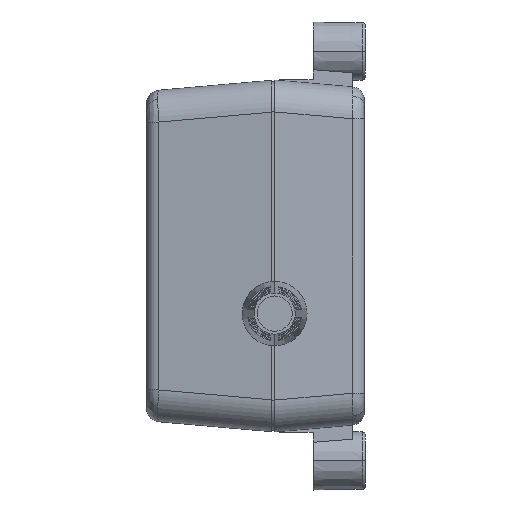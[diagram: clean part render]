
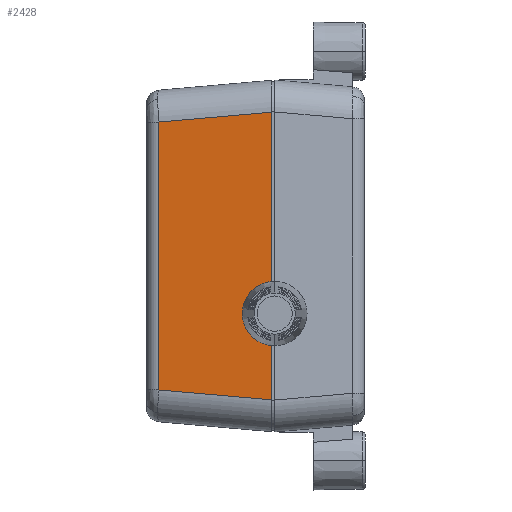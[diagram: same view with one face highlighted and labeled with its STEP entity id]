
A CAD part, left-side view. The second image highlights one B-rep face of the part: STEP entity #2428.
In plain terms, the highlighted planar face has unit normal (-0.996, 0.087, 0).
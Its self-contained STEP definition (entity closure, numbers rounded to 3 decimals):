
#45 = CARTESIAN_POINT ( 'NONE',  ( -44., 0., -27.5 ) ) ;
#53 = PLANE ( 'NONE',  #7528 ) ;
#57 = DIRECTION ( 'NONE',  ( -0.996, 0.087, 0. ) ) ;
#58 = DIRECTION ( 'NONE',  ( -0.087, -0.996, 0. ) ) ;
#2428 = ADVANCED_FACE ( 'NONE', ( #7744 ), #53, .T. ) ;
#5381 = CARTESIAN_POINT ( 'NONE',  ( -43.956, 0.5, -13.999 ) ) ;
#5387 = CARTESIAN_POINT ( 'NONE',  ( -43.956, 0.5, -4.001 ) ) ;
#5762 = EDGE_LOOP ( 'NONE', ( #7322, #7328, #7332, #7336, #7342, #7346 ) ) ;
#6546 = CARTESIAN_POINT ( 'NONE',  ( -43.956, 0.5, -22.475 ) ) ;
#7040 = CARTESIAN_POINT ( 'NONE',  ( -42.41, 18.174, 20.929 ) ) ;
#7042 = CARTESIAN_POINT ( 'NONE',  ( -42.41, 18.174, -20.929 ) ) ;
#7090 = CARTESIAN_POINT ( 'NONE',  ( -43.956, 0.5, 22.475 ) ) ;
#7322 = ORIENTED_EDGE ( 'NONE', *, *, #10422, .F. ) ;
#7328 = ORIENTED_EDGE ( 'NONE', *, *, #10426, .T. ) ;
#7332 = ORIENTED_EDGE ( 'NONE', *, *, #10365, .T. ) ;
#7336 = ORIENTED_EDGE ( 'NONE', *, *, #10809, .T. ) ;
#7342 = ORIENTED_EDGE ( 'NONE', *, *, #10136, .T. ) ;
#7346 = ORIENTED_EDGE ( 'NONE', *, *, #10421, .F. ) ;
#7528 = AXIS2_PLACEMENT_3D ( 'NONE', #45, #57, #58 ) ;
#7744 = FACE_OUTER_BOUND ( 'NONE', #5762, .T. ) ;
#8388 = VERTEX_POINT ( 'NONE', #5381 ) ;
#8394 = VERTEX_POINT ( 'NONE', #5387 ) ;
#8595 = VERTEX_POINT ( 'NONE', #6546 ) ;
#9522 = VERTEX_POINT ( 'NONE', #7040 ) ;
#9523 = VERTEX_POINT ( 'NONE', #7042 ) ;
#9549 = VERTEX_POINT ( 'NONE', #7090 ) ;
#10136 = EDGE_CURVE ( 'NONE', #8394, #9549, #16943, .T. ) ;
#10365 = EDGE_CURVE ( 'NONE', #8595, #8388, #17248, .T. ) ;
#10421 = EDGE_CURVE ( 'NONE', #9522, #9549, #12745, .T. ) ;
#10422 = EDGE_CURVE ( 'NONE', #9523, #9522, #12741, .T. ) ;
#10426 = EDGE_CURVE ( 'NONE', #9523, #8595, #12757, .T. ) ;
#10809 = EDGE_CURVE ( 'NONE', #8388, #8394, #17519, .T. ) ;
#11243 = DIRECTION ( 'NONE',  ( 0., 0., 1. ) ) ;
#11268 = CARTESIAN_POINT ( 'NONE',  ( -43.956, 0.5, -27.5 ) ) ;
#12086 = CARTESIAN_POINT ( 'NONE',  ( -43.956, 0.5, -27.5 ) ) ;
#12087 = DIRECTION ( 'NONE',  ( 0., 0., 1. ) ) ;
#12263 = CARTESIAN_POINT ( 'NONE',  ( -44.038, -0.429, 22.557 ) ) ;
#12264 = CARTESIAN_POINT ( 'NONE',  ( -42.41, 18.174, 0. ) ) ;
#12272 = DIRECTION ( 'NONE',  ( -0.087, -0.992, 0.087 ) ) ;
#12274 = DIRECTION ( 'NONE',  ( 0., 0., 1. ) ) ;
#12289 = CARTESIAN_POINT ( 'NONE',  ( -42.41, 18.174, -20.929 ) ) ;
#12290 = DIRECTION ( 'NONE',  ( -0.087, -0.992, -0.087 ) ) ;
#12741 = LINE ( 'NONE', #12264, #12755 ) ;
#12745 = LINE ( 'NONE', #12263, #12751 ) ;
#12751 = VECTOR ( 'NONE', #12272, 1000. ) ;
#12755 = VECTOR ( 'NONE', #12274, 1000. ) ;
#12757 = LINE ( 'NONE', #12289, #12762 ) ;
#12762 = VECTOR ( 'NONE', #12290, 1000. ) ;
#14719 = CARTESIAN_POINT ( 'NONE',  ( -43.956, 0.5, -13.999 ) ) ;
#14720 = CARTESIAN_POINT ( 'NONE',  ( -43.22, 8.921, -13.228 ) ) ;
#14726 = CARTESIAN_POINT ( 'NONE',  ( -43.22, 8.921, -4.772 ) ) ;
#14727 = CARTESIAN_POINT ( 'NONE',  ( -43.956, 0.5, -4.001 ) ) ;
#16943 = LINE ( 'NONE', #11268, #16946 ) ;
#16946 = VECTOR ( 'NONE', #11243, 1000. ) ;
#17248 = LINE ( 'NONE', #12086, #17251 ) ;
#17251 = VECTOR ( 'NONE', #12087, 1000. ) ;
#17519 =( BOUNDED_CURVE ( )  B_SPLINE_CURVE ( 3, ( #14719, #14720, #14726, #14727 ),
 .UNSPECIFIED., .F., .F. ) 
 B_SPLINE_CURVE_WITH_KNOTS ( ( 4, 4 ),
 ( 4.804, 7.763 ),
 .UNSPECIFIED. ) 
 CURVE ( )  GEOMETRIC_REPRESENTATION_ITEM ( )  RATIONAL_B_SPLINE_CURVE ( ( 1., 0.394, 0.394, 1. ) ) 
 REPRESENTATION_ITEM ( '' )  );
